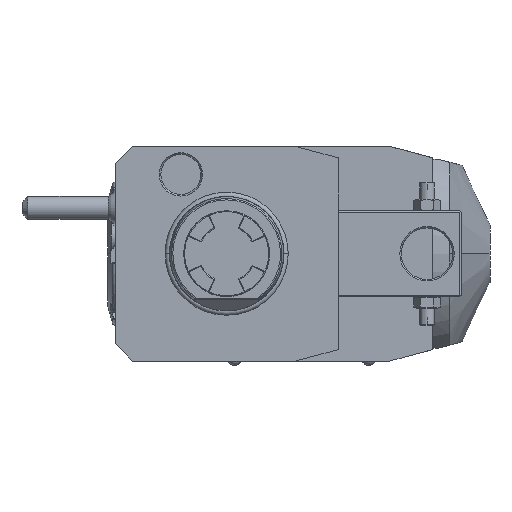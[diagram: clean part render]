
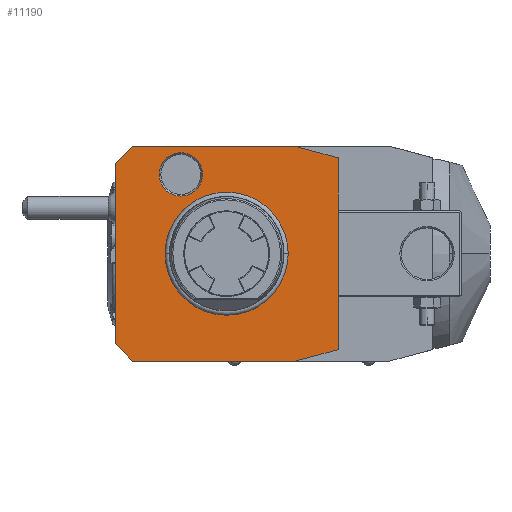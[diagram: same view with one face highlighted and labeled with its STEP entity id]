
A CAD part, front view. The second image highlights one B-rep face of the part: STEP entity #11190.
In plain terms, the highlighted planar face has unit normal (0, -1, 0).
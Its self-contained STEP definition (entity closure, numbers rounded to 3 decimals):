
#356=DIRECTION('',(1.,0.,0.));
#357=VECTOR('',#356,57.);
#358=CARTESIAN_POINT('',(-33.,0.,-37.5));
#359=LINE('',#358,#357);
#360=DIRECTION('',(0.707,0.,-0.707));
#361=VECTOR('',#360,8.485);
#362=CARTESIAN_POINT('',(-39.,0.,-31.5));
#363=LINE('',#362,#361);
#364=DIRECTION('',(0.,0.,-1.));
#365=VECTOR('',#364,63.);
#366=CARTESIAN_POINT('',(-39.,0.,31.5));
#367=LINE('',#366,#365);
#368=DIRECTION('',(-0.707,0.,-0.707));
#369=VECTOR('',#368,8.485);
#370=CARTESIAN_POINT('',(-33.,0.,37.5));
#371=LINE('',#370,#369);
#372=DIRECTION('',(-1.,0.,0.));
#373=VECTOR('',#372,57.);
#374=CARTESIAN_POINT('',(24.,0.,37.5));
#375=LINE('',#374,#373);
#376=DIRECTION('',(-0.966,0.,0.259));
#377=VECTOR('',#376,15.529);
#378=CARTESIAN_POINT('',(39.,0.,33.481));
#379=LINE('',#378,#377);
#380=DIRECTION('',(0.,0.,1.));
#381=VECTOR('',#380,66.962);
#382=CARTESIAN_POINT('',(39.,0.,-33.481));
#383=LINE('',#382,#381);
#384=DIRECTION('',(0.966,0.,0.259));
#385=VECTOR('',#384,15.529);
#386=CARTESIAN_POINT('',(24.,0.,-37.5));
#387=LINE('',#386,#385);
#388=CARTESIAN_POINT('',(-16.,0.,27.713));
#389=DIRECTION('',(0.,1.,0.));
#390=DIRECTION('',(1.,0.,0.));
#391=AXIS2_PLACEMENT_3D('',#388,#389,#390);
#393=CARTESIAN_POINT('',(-16.,0.,27.713));
#394=DIRECTION('',(0.,1.,0.));
#395=DIRECTION('',(-1.,0.,0.));
#396=AXIS2_PLACEMENT_3D('',#393,#394,#395);
#3271=CARTESIAN_POINT('',(0.,0.,0.));
#3272=DIRECTION('',(0.,-1.,0.));
#3273=DIRECTION('',(1.,0.,0.));
#3274=AXIS2_PLACEMENT_3D('',#3271,#3272,#3273);
#3276=CARTESIAN_POINT('',(0.,0.,0.));
#3277=DIRECTION('',(0.,-1.,0.));
#3278=DIRECTION('',(-1.,0.,0.));
#3279=AXIS2_PLACEMENT_3D('',#3276,#3277,#3278);
#9762=CARTESIAN_POINT('',(-8.423,0.,27.713));
#9763=CARTESIAN_POINT('',(-23.577,0.,27.713));
#9764=VERTEX_POINT('',#9762);
#9765=VERTEX_POINT('',#9763);
#10636=CARTESIAN_POINT('',(-33.,0.,-37.5));
#10637=CARTESIAN_POINT('',(24.,0.,-37.5));
#10638=VERTEX_POINT('',#10636);
#10639=VERTEX_POINT('',#10637);
#10640=CARTESIAN_POINT('',(39.,0.,-33.481));
#10641=VERTEX_POINT('',#10640);
#10642=CARTESIAN_POINT('',(39.,0.,33.481));
#10643=VERTEX_POINT('',#10642);
#10644=CARTESIAN_POINT('',(24.,0.,37.5));
#10645=VERTEX_POINT('',#10644);
#10646=CARTESIAN_POINT('',(-33.,0.,37.5));
#10647=VERTEX_POINT('',#10646);
#10648=CARTESIAN_POINT('',(-39.,0.,31.5));
#10649=VERTEX_POINT('',#10648);
#10650=CARTESIAN_POINT('',(-39.,0.,-31.5));
#10651=VERTEX_POINT('',#10650);
#10720=CARTESIAN_POINT('',(21.137,0.,0.));
#10721=CARTESIAN_POINT('',(-21.137,0.,0.));
#10722=VERTEX_POINT('',#10720);
#10723=VERTEX_POINT('',#10721);
#11158=CARTESIAN_POINT('',(0.,0.,0.));
#11159=DIRECTION('',(0.,-1.,0.));
#11160=DIRECTION('',(-1.,0.,0.));
#11161=AXIS2_PLACEMENT_3D('',#11158,#11159,#11160);
#11162=PLANE('',#11161);
#11163=ORIENTED_EDGE('',*,*,#11106,.F.);
#11165=ORIENTED_EDGE('',*,*,#11164,.F.);
#11167=ORIENTED_EDGE('',*,*,#11166,.F.);
#11169=ORIENTED_EDGE('',*,*,#11168,.F.);
#11170=ORIENTED_EDGE('',*,*,#10997,.F.);
#11172=ORIENTED_EDGE('',*,*,#11171,.F.);
#11174=ORIENTED_EDGE('',*,*,#11173,.F.);
#11175=ORIENTED_EDGE('',*,*,#11150,.F.);
#11176=EDGE_LOOP('',(#11163,#11165,#11167,#11169,#11170,#11172,#11174,#11175));
#11177=FACE_OUTER_BOUND('',#11176,.F.);
#11179=ORIENTED_EDGE('',*,*,#11178,.T.);
#11181=ORIENTED_EDGE('',*,*,#11180,.T.);
#11182=EDGE_LOOP('',(#11179,#11181));
#11183=FACE_BOUND('',#11182,.F.);
#11185=ORIENTED_EDGE('',*,*,#11184,.F.);
#11187=ORIENTED_EDGE('',*,*,#11186,.F.);
#11188=EDGE_LOOP('',(#11185,#11187));
#11189=FACE_BOUND('',#11188,.F.);
#392=CIRCLE('',#391,7.577);
#397=CIRCLE('',#396,7.577);
#3275=CIRCLE('',#3274,21.137);
#3280=CIRCLE('',#3279,21.137);
#10997=EDGE_CURVE('',#10645,#10647,#375,.T.);
#11106=EDGE_CURVE('',#10638,#10639,#359,.T.);
#11150=EDGE_CURVE('',#10639,#10641,#387,.T.);
#11164=EDGE_CURVE('',#10651,#10638,#363,.T.);
#11166=EDGE_CURVE('',#10649,#10651,#367,.T.);
#11168=EDGE_CURVE('',#10647,#10649,#371,.T.);
#11171=EDGE_CURVE('',#10643,#10645,#379,.T.);
#11173=EDGE_CURVE('',#10641,#10643,#383,.T.);
#11178=EDGE_CURVE('',#10722,#10723,#3275,.T.);
#11180=EDGE_CURVE('',#10723,#10722,#3280,.T.);
#11184=EDGE_CURVE('',#9764,#9765,#392,.T.);
#11186=EDGE_CURVE('',#9765,#9764,#397,.T.);
#11190=ADVANCED_FACE('',(#11177,#11183,#11189),#11162,.T.);
